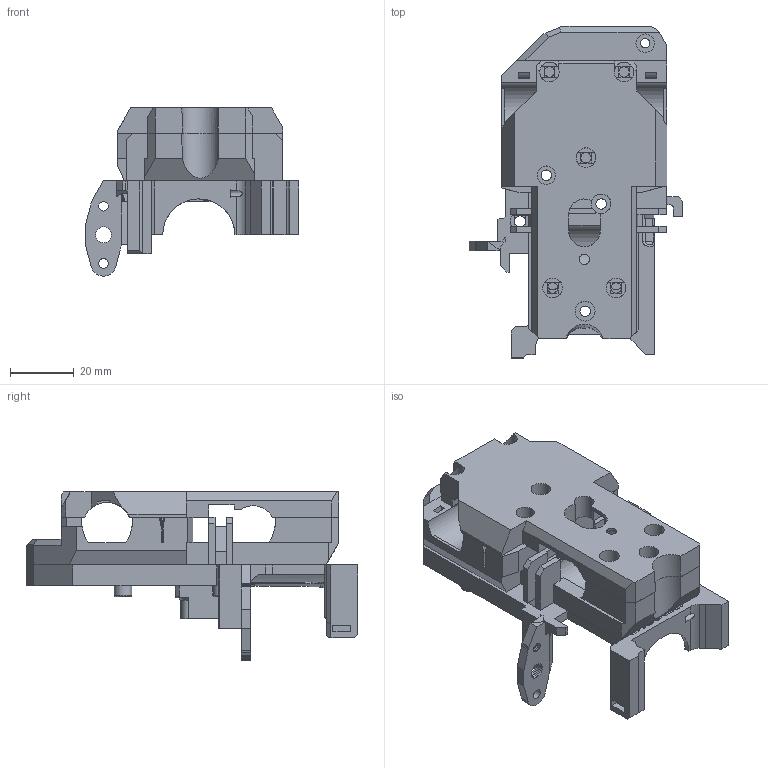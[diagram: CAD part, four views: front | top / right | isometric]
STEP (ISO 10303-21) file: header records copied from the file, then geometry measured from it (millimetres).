
FILE_DESCRIPTION(/* description */ (''),/* implementation_level */ '2;1');
FILE_NAME(/* name */ 'X_Carriege_1_DissEd_BEAR_DC.step',/* time_stamp */ '2022-08-29T11:26:13-03:00',/* author */ (''),/* organization */ (''),/* preprocessor_version */ 'ST-DEVELOPER v19',/* originating_system */ 'Autodesk Translation Framework v11.7.0.108',/* authorisation */ '');
FILE_SCHEMA (('AUTOMOTIVE_DESIGN { 1 0 10303 214 3 1 1 }'));
Length unit declared in the file: millimetre
Products named in the file (1): (Unsaved)
Bounding box: 67.27 x 104.5 x 53 mm (x, y, z)
Volume: 89673.7 mm3; surface area: 42778.4 mm2
Topology: 3 solids, 3 shells, 1043 faces, 3007 edges, 1985 vertices
Faces by surface type: plane 758, bspline 170, cylinder 103, cone 7, torus 5
Full cylindrical faces by diameter (mm): 2.8 x2, 3 x3, 3.2 x1, 3.3 x19, 3.4 x5, 3.5 x3, 5.5 x3, 5.8 x3, 6.2 x11
Entity records: 37606 total; most frequent: CARTESIAN_POINT 10923, ORIENTED_EDGE 6012, DIRECTION 4752, EDGE_CURVE 3006, LINE 2266, VECTOR 2266, VERTEX_POINT 1985, AXIS2_PLACEMENT_3D 1243
